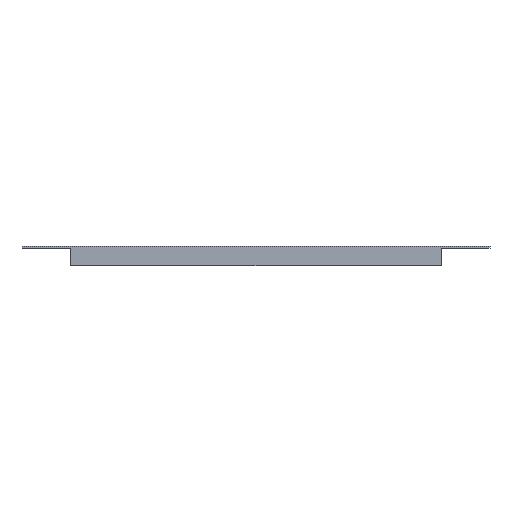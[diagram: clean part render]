
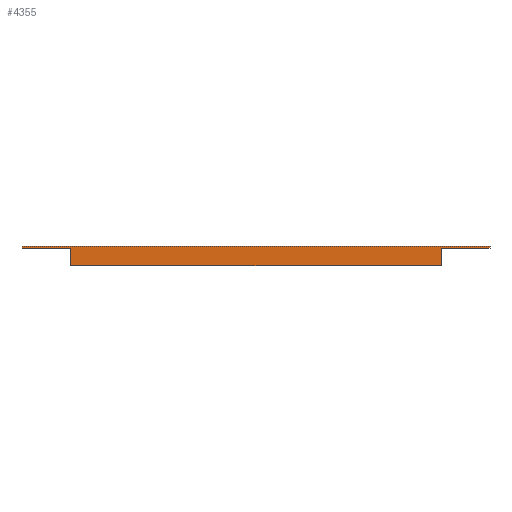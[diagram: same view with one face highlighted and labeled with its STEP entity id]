
A CAD part, front view. The second image highlights one B-rep face of the part: STEP entity #4355.
In plain terms, the highlighted planar face has unit normal (0, -1, 0).
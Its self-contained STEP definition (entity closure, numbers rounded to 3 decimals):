
#46 = ORIENTED_EDGE ( 'NONE', *, *, #4498, .T. ) ;
#66 = DIRECTION ( 'NONE',  ( 1., 0., 0. ) ) ;
#124 = ORIENTED_EDGE ( 'NONE', *, *, #1767, .F. ) ;
#165 = CARTESIAN_POINT ( 'NONE',  ( -182.5, -71., 0. ) ) ;
#207 = VERTEX_POINT ( 'NONE', #1758 ) ;
#249 = PLANE ( 'NONE',  #750 ) ;
#261 = ORIENTED_EDGE ( 'NONE', *, *, #1772, .F. ) ;
#330 = ORIENTED_EDGE ( 'NONE', *, *, #1745, .T. ) ;
#336 = ORIENTED_EDGE ( 'NONE', *, *, #2961, .T. ) ;
#350 = CARTESIAN_POINT ( 'NONE',  ( 144.5, -71., 0. ) ) ;
#460 = ORIENTED_EDGE ( 'NONE', *, *, #1729, .F. ) ;
#478 = ORIENTED_EDGE ( 'NONE', *, *, #2098, .F. ) ;
#521 = CARTESIAN_POINT ( 'NONE',  ( -182.5, -71., 1.5 ) ) ;
#538 = ORIENTED_EDGE ( 'NONE', *, *, #1782, .T. ) ;
#541 = DIRECTION ( 'NONE',  ( 1., 0., 0. ) ) ;
#616 = VERTEX_POINT ( 'NONE', #1308 ) ;
#655 = VERTEX_POINT ( 'NONE', #1425 ) ;
#750 = AXIS2_PLACEMENT_3D ( 'NONE', #1507, #934, #3573 ) ;
#762 = VECTOR ( 'NONE', #4993, 1000. ) ;
#884 = CARTESIAN_POINT ( 'NONE',  ( -144.5, -71., -13.5 ) ) ;
#933 = VECTOR ( 'NONE', #66, 1000. ) ;
#934 = DIRECTION ( 'NONE',  ( 0., 1., 0. ) ) ;
#1308 = CARTESIAN_POINT ( 'NONE',  ( -182.5, -71., 1.5 ) ) ;
#1425 = CARTESIAN_POINT ( 'NONE',  ( 182.5, -71., 0. ) ) ;
#1444 = FACE_OUTER_BOUND ( 'NONE', #2363, .T. ) ;
#1507 = CARTESIAN_POINT ( 'NONE',  ( -182.5, -71., 1.5 ) ) ;
#1619 = VERTEX_POINT ( 'NONE', #2076 ) ;
#1622 = VECTOR ( 'NONE', #5376, 1000. ) ;
#1692 = VERTEX_POINT ( 'NONE', #350 ) ;
#1729 = EDGE_CURVE ( 'NONE', #207, #655, #3810, .T. ) ;
#1745 = EDGE_CURVE ( 'NONE', #1943, #1692, #5169, .T. ) ;
#1758 = CARTESIAN_POINT ( 'NONE',  ( 182.5, -71., 1.5 ) ) ;
#1767 = EDGE_CURVE ( 'NONE', #3709, #1619, #4066, .T. ) ;
#1772 = EDGE_CURVE ( 'NONE', #1943, #3709, #4016, .T. ) ;
#1782 = EDGE_CURVE ( 'NONE', #616, #2999, #3670, .T. ) ;
#1943 = VERTEX_POINT ( 'NONE', #2597 ) ;
#2051 = LINE ( 'NONE', #4957, #762 ) ;
#2069 = LINE ( 'NONE', #165, #933 ) ;
#2076 = CARTESIAN_POINT ( 'NONE',  ( -144.5, -71., 0. ) ) ;
#2098 = EDGE_CURVE ( 'NONE', #616, #207, #2425, .T. ) ;
#2291 = VECTOR ( 'NONE', #541, 1000. ) ;
#2363 = EDGE_LOOP ( 'NONE', ( #46, #124, #261, #330, #336, #460, #478, #538 ) ) ;
#2425 = LINE ( 'NONE', #521, #2291 ) ;
#2597 = CARTESIAN_POINT ( 'NONE',  ( 144.5, -71., -13.5 ) ) ;
#2961 = EDGE_CURVE ( 'NONE', #1692, #655, #2069, .T. ) ;
#2999 = VERTEX_POINT ( 'NONE', #4588 ) ;
#3138 = VECTOR ( 'NONE', #4856, 1000. ) ;
#3573 = DIRECTION ( 'NONE',  ( -1., 0., 0. ) ) ;
#3670 = LINE ( 'NONE', #4779, #3138 ) ;
#3709 = VERTEX_POINT ( 'NONE', #884 ) ;
#3798 = VECTOR ( 'NONE', #4948, 1000. ) ;
#3810 = LINE ( 'NONE', #5364, #1622 ) ;
#4016 = LINE ( 'NONE', #4862, #5342 ) ;
#4066 = LINE ( 'NONE', #4944, #3798 ) ;
#4355 = ADVANCED_FACE ( 'NONE', ( #1444 ), #249, .F. ) ;
#4498 = EDGE_CURVE ( 'NONE', #2999, #1619, #2051, .T. ) ;
#4588 = CARTESIAN_POINT ( 'NONE',  ( -182.5, -71., 0. ) ) ;
#4779 = CARTESIAN_POINT ( 'NONE',  ( -182.5, -71., 1.5 ) ) ;
#4856 = DIRECTION ( 'NONE',  ( 0., 0., -1. ) ) ;
#4862 = CARTESIAN_POINT ( 'NONE',  ( 144.5, -71., -13.5 ) ) ;
#4892 = DIRECTION ( 'NONE',  ( -1., 0., 0. ) ) ;
#4944 = CARTESIAN_POINT ( 'NONE',  ( -144.5, -71., -13.5 ) ) ;
#4948 = DIRECTION ( 'NONE',  ( 0., 0., 1. ) ) ;
#4957 = CARTESIAN_POINT ( 'NONE',  ( -182.5, -71., 0. ) ) ;
#4993 = DIRECTION ( 'NONE',  ( 1., 0., 0. ) ) ;
#5063 = DIRECTION ( 'NONE',  ( 0., 0., 1. ) ) ;
#5095 = VECTOR ( 'NONE', #5063, 1000. ) ;
#5102 = CARTESIAN_POINT ( 'NONE',  ( 144.5, -71., -13.5 ) ) ;
#5169 = LINE ( 'NONE', #5102, #5095 ) ;
#5342 = VECTOR ( 'NONE', #4892, 1000. ) ;
#5364 = CARTESIAN_POINT ( 'NONE',  ( 182.5, -71., 1.5 ) ) ;
#5376 = DIRECTION ( 'NONE',  ( 0., 0., -1. ) ) ;
